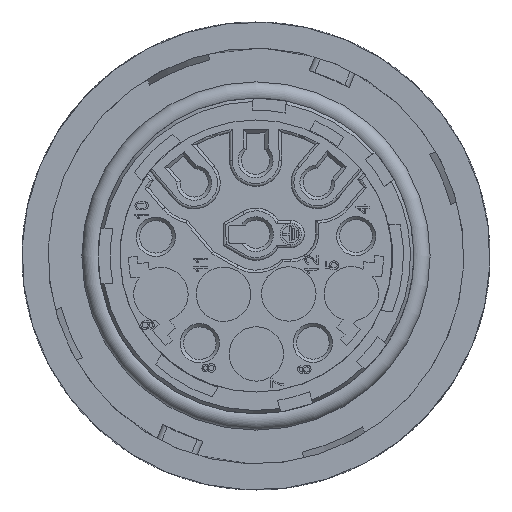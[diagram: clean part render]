
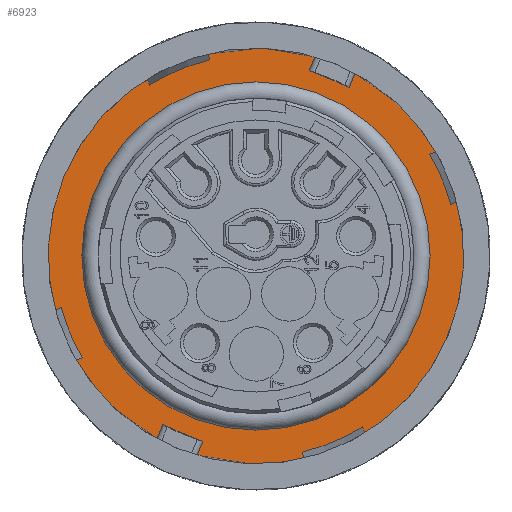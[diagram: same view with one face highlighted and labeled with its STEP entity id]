
A CAD part, left-side view. The second image highlights one B-rep face of the part: STEP entity #6923.
In plain terms, the highlighted planar face has unit normal (-1, 0, 0).
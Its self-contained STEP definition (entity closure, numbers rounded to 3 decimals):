
#6290=FACE_BOUND('',#11953,.T.);
#6291=FACE_BOUND('',#11954,.T.);
#6923=ADVANCED_FACE('',(#6290,#6291),#9015,.T.);
#9015=PLANE('',#40338);
#11953=EDGE_LOOP('',(#19964,#19965,#19966,#19967,#19968,#19969,#19970,#19971));
#11954=EDGE_LOOP('',(#19972));
#14427=LINE('',#52621,#17128);
#14428=LINE('',#52625,#17129);
#14429=LINE('',#52629,#17130);
#14430=LINE('',#52633,#17131);
#17128=VECTOR('',#43499,1.);
#17129=VECTOR('',#43502,1.);
#17130=VECTOR('',#43505,1.);
#17131=VECTOR('',#43508,1.);
#19964=ORIENTED_EDGE('',*,*,#33825,.T.);
#19965=ORIENTED_EDGE('',*,*,#33826,.F.);
#19966=ORIENTED_EDGE('',*,*,#33827,.F.);
#19967=ORIENTED_EDGE('',*,*,#33828,.F.);
#19968=ORIENTED_EDGE('',*,*,#33829,.T.);
#19969=ORIENTED_EDGE('',*,*,#33830,.F.);
#19970=ORIENTED_EDGE('',*,*,#33831,.F.);
#19971=ORIENTED_EDGE('',*,*,#33832,.F.);
#19972=ORIENTED_EDGE('',*,*,#33833,.T.);
#30378=VERTEX_POINT('',#52619);
#30379=VERTEX_POINT('',#52620);
#30380=VERTEX_POINT('',#52622);
#30381=VERTEX_POINT('',#52624);
#30382=VERTEX_POINT('',#52626);
#30383=VERTEX_POINT('',#52628);
#30384=VERTEX_POINT('',#52630);
#30385=VERTEX_POINT('',#52632);
#30386=VERTEX_POINT('',#52635);
#33825=EDGE_CURVE('',#30378,#30379,#39024,.T.);
#33826=EDGE_CURVE('',#30380,#30379,#14427,.T.);
#33827=EDGE_CURVE('',#30381,#30380,#39025,.T.);
#33828=EDGE_CURVE('',#30382,#30381,#14428,.T.);
#33829=EDGE_CURVE('',#30382,#30383,#39026,.T.);
#33830=EDGE_CURVE('',#30384,#30383,#14429,.T.);
#33831=EDGE_CURVE('',#30385,#30384,#39027,.T.);
#33832=EDGE_CURVE('',#30378,#30385,#14430,.T.);
#33833=EDGE_CURVE('',#30386,#30386,#39028,.T.);
#39024=CIRCLE('',#40333,18.5);
#39025=CIRCLE('',#40334,19.1);
#39026=CIRCLE('',#40335,18.5);
#39027=CIRCLE('',#40336,19.1);
#39028=CIRCLE('',#40337,15.1);
#40333=AXIS2_PLACEMENT_3D('',#52618,#43497,#43498);
#40334=AXIS2_PLACEMENT_3D('',#52623,#43500,#43501);
#40335=AXIS2_PLACEMENT_3D('',#52627,#43503,#43504);
#40336=AXIS2_PLACEMENT_3D('',#52631,#43506,#43507);
#40337=AXIS2_PLACEMENT_3D('',#52634,#43509,#43510);
#40338=AXIS2_PLACEMENT_3D('',#52636,#43511,#43512);
#43497=DIRECTION('',(-1.,0.,0.));
#43498=DIRECTION('',(0.,0.967,-0.255));
#43499=DIRECTION('',(0.,-0.924,0.384));
#43500=DIRECTION('',(1.,0.,0.));
#43501=DIRECTION('',(0.,0.,1.));
#43502=DIRECTION('',(0.,-0.924,0.384));
#43503=DIRECTION('',(-1.,0.,0.));
#43504=DIRECTION('',(0.,-0.967,0.255));
#43505=DIRECTION('',(0.,0.924,-0.384));
#43506=DIRECTION('',(1.,0.,0.));
#43507=DIRECTION('',(0.,0.,1.));
#43508=DIRECTION('',(0.,0.924,-0.384));
#43509=DIRECTION('',(1.,0.,0.));
#43510=DIRECTION('',(0.,0.,1.));
#43511=DIRECTION('',(-1.,0.,0.));
#43512=DIRECTION('',(0.,1.,0.));
#52618=CARTESIAN_POINT('',(-40.459,7.674,0.));
#52619=CARTESIAN_POINT('',(-40.459,25.561,-4.721));
#52620=CARTESIAN_POINT('',(-40.459,23.644,-9.339));
#52621=CARTESIAN_POINT('',(-40.459,24.203,-9.571));
#52622=CARTESIAN_POINT('',(-40.459,24.203,-9.571));
#52623=CARTESIAN_POINT('',(-40.459,7.674,0.));
#52624=CARTESIAN_POINT('',(-40.459,-10.773,4.953));
#52625=CARTESIAN_POINT('',(-40.459,-10.214,4.721));
#52626=CARTESIAN_POINT('',(-40.459,-10.214,4.721));
#52627=CARTESIAN_POINT('',(-40.459,7.674,0.));
#52628=CARTESIAN_POINT('',(-40.459,-8.296,9.339));
#52629=CARTESIAN_POINT('',(-40.459,-8.855,9.571));
#52630=CARTESIAN_POINT('',(-40.459,-8.855,9.571));
#52631=CARTESIAN_POINT('',(-40.459,7.674,0.));
#52632=CARTESIAN_POINT('',(-40.459,26.12,-4.953));
#52633=CARTESIAN_POINT('',(-40.459,25.561,-4.721));
#52634=CARTESIAN_POINT('',(-40.459,7.674,0.));
#52635=CARTESIAN_POINT('',(-40.459,7.674,15.1));
#52636=CARTESIAN_POINT('',(-40.459,-13.226,20.9));
